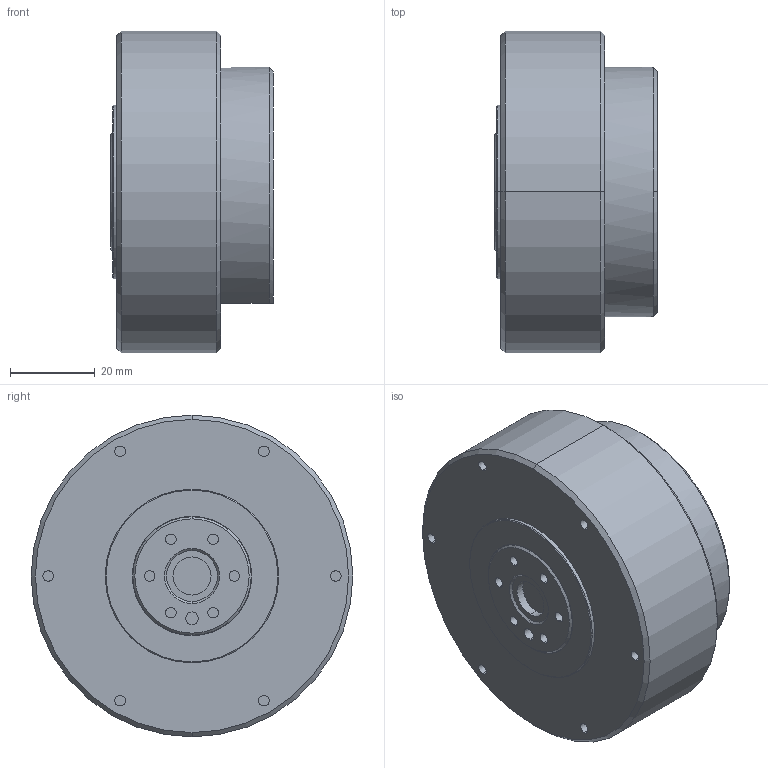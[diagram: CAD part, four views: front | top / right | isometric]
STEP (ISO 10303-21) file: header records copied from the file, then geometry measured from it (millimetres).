
FILE_DESCRIPTION (( 'STEP AP203' ), '1' );
FILE_NAME ('MT_X6假蚾喜渡芞3D.STEP', '2021-06-17T13:09:28', ( '' ), ( '' ), 'SwSTEP 2.0', 'SolidWorks 2016', '' );
FILE_SCHEMA (( 'CONFIG_CONTROL_DESIGN' ));
Length unit declared in the file: millimetre
Products named in the file (1): MT_X6假蚾喜渡芞3D
Bounding box: 38.5 x 76 x 76 mm (x, y, z)
Volume: 145351.1 mm3; surface area: 17945.7 mm2
Topology: 1 solids, 1 shells, 89 faces, 178 edges, 116 vertices
Faces by surface type: cylinder 49, plane 28, cone 12
Entity records: 2440 total; most frequent: DIRECTION 469, CARTESIAN_POINT 390, ORIENTED_EDGE 356, AXIS2_PLACEMENT_3D 203, EDGE_CURVE 178, VERTEX_POINT 116, EDGE_LOOP 114, CIRCLE 113
